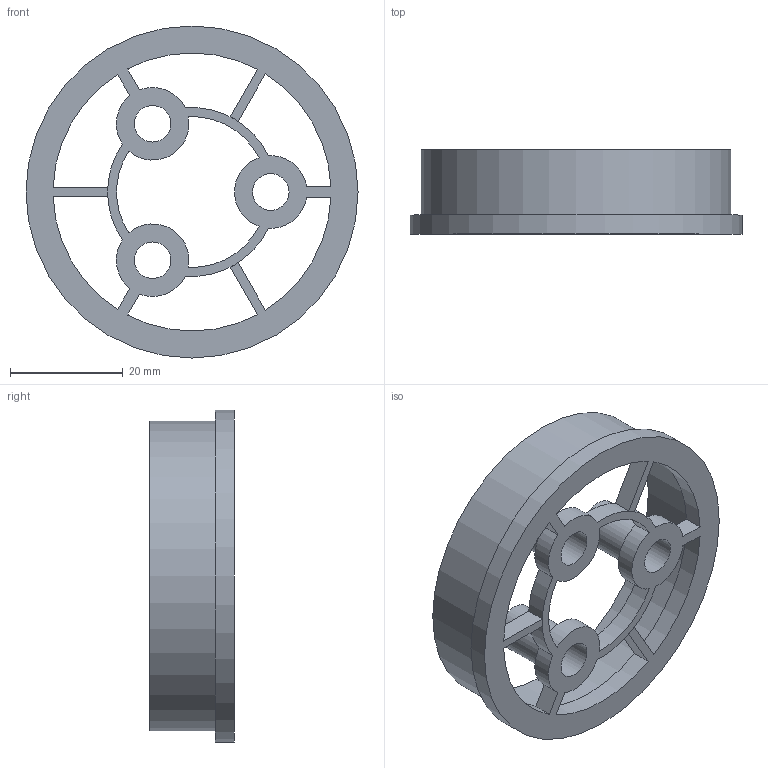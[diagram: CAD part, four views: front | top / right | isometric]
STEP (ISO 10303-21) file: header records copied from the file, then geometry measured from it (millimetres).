
FILE_DESCRIPTION(/* description */ (''),/* implementation_level */ '2;1');
FILE_NAME(/* name */ 'spitzbubenschneider v4.stp',/* time_stamp */ '2025-09-12T00:15:34+02:00',/* author */ (''),/* organization */ (''),/* preprocessor_version */ 'ST-DEVELOPER v20.1',/* originating_system */ 'Autodesk Translation Framework v14.10.0.0',/* authorisation */ '');
FILE_SCHEMA (('AUTOMOTIVE_DESIGN { 1 0 10303 214 3 1 1 }'));
Length unit declared in the file: millimetre
Products named in the file (1): spitzbuben-schneider
Bounding box: 59 x 15 x 59 mm (x, y, z)
Volume: 6509.6 mm3; surface area: 10402.6 mm2
Topology: 1 solids, 1 shells, 58 faces, 153 edges, 96 vertices
Faces by surface type: cylinder 33, plane 25
Full cylindrical faces by diameter (mm): 6.5 x3, 8.1 x3, 53.4 x1, 55 x1, 59 x1
Entity records: 1872 total; most frequent: DIRECTION 337, CARTESIAN_POINT 308, ORIENTED_EDGE 306, EDGE_CURVE 153, AXIS2_PLACEMENT_3D 125, VERTEX_POINT 96, LINE 87, VECTOR 87
